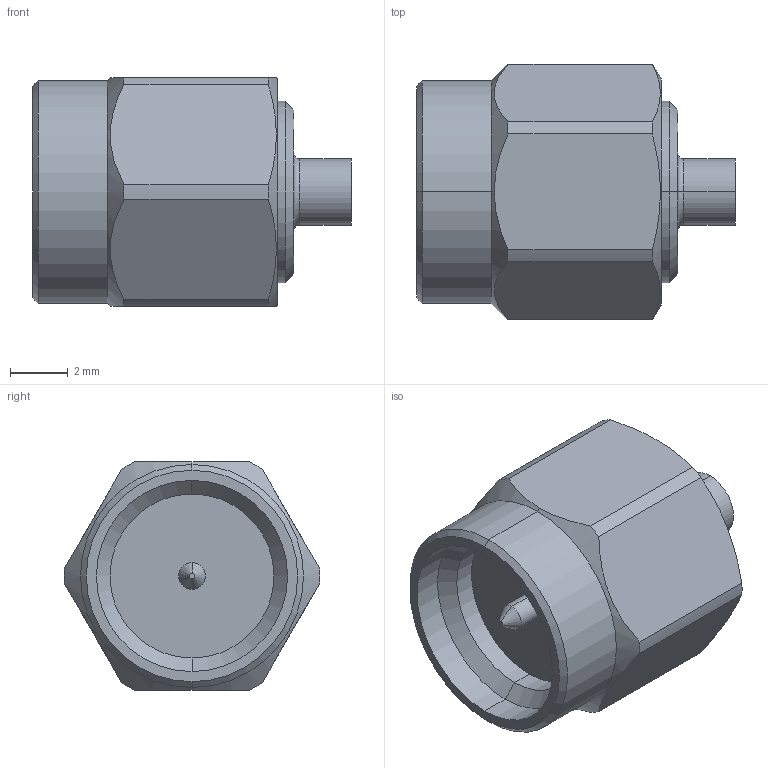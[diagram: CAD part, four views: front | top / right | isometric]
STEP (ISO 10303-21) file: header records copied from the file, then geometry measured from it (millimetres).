
FILE_DESCRIPTION (( 'STEP AP203' ), '1' );
FILE_NAME ('R125061027.STEP', '2026-01-13T09:08:21', ( '' ), ( '' ), 'SwSTEP 2.0', 'SolidWorks 2025', '' );
FILE_SCHEMA (( 'CONFIG_CONTROL_DESIGN' ));
Length unit declared in the file: millimetre
Products named in the file (1): R125061027
Bounding box: 11.09 x 8.9 x 7.94 mm (x, y, z)
Volume: 397.6 mm3; surface area: 406.3 mm2
Topology: 1 solids, 2 shells, 60 faces, 132 edges, 82 vertices
Faces by surface type: cylinder 26, cone 16, plane 16, torus 2
Entity records: 1819 total; most frequent: CARTESIAN_POINT 387, DIRECTION 306, ORIENTED_EDGE 264, EDGE_CURVE 132, AXIS2_PLACEMENT_3D 129, VERTEX_POINT 82, EDGE_LOOP 68, CIRCLE 68
